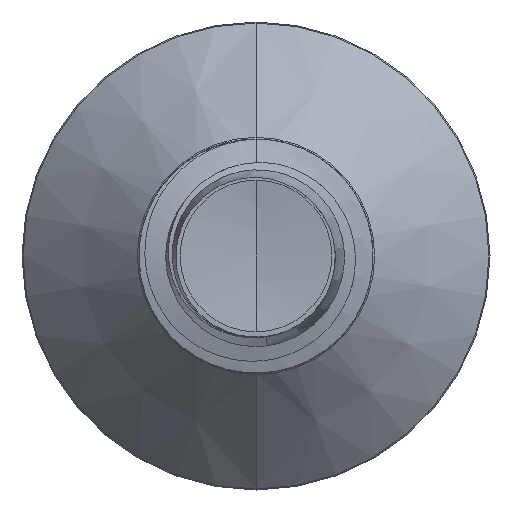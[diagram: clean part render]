
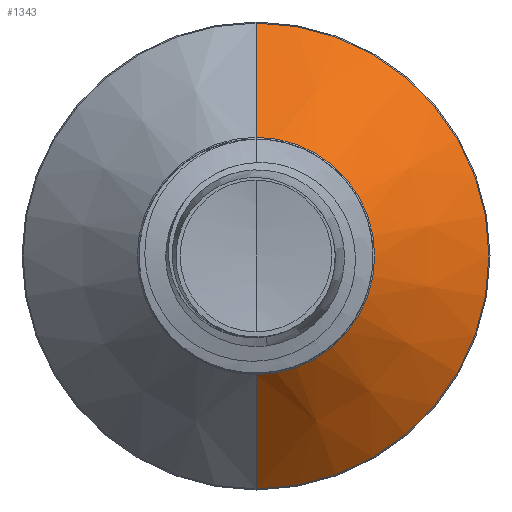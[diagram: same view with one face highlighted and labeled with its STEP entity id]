
A CAD part, front view. The second image highlights one B-rep face of the part: STEP entity #1343.
In plain terms, the highlighted conical face has half-angle 45 degrees and reference radius 1.522 mm.
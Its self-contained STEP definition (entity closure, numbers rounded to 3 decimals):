
#1343 = ADVANCED_FACE ( 'NONE', ( #8479 ), #6046, .T. ) ;
#3441 = CARTESIAN_POINT ( 'NONE',  ( 0., 11.972, 0. ) ) ;
#3743 = VERTEX_POINT ( 'NONE', #10672 ) ;
#5080 = CARTESIAN_POINT ( 'NONE',  ( 0., 11.972, -1.522 ) ) ;
#6046 = CONICAL_SURFACE ( 'NONE', #20907, 1.522, 0.785 ) ;
#6499 = CARTESIAN_POINT ( 'NONE',  ( 0., 11.972, 1.522 ) ) ;
#7286 = CARTESIAN_POINT ( 'NONE',  ( 0., 11.972, -1.522 ) ) ;
#7742 = VERTEX_POINT ( 'NONE', #23117 ) ;
#7788 = VECTOR ( 'NONE', #22971, 1000. ) ;
#8098 = LINE ( 'NONE', #5080, #7788 ) ;
#8479 = FACE_OUTER_BOUND ( 'NONE', #10344, .T. ) ;
#9189 = EDGE_CURVE ( 'NONE', #17711, #3743, #8098, .T. ) ;
#9255 = DIRECTION ( 'NONE',  ( 0., 0.707, 0.707 ) ) ;
#10344 = EDGE_LOOP ( 'NONE', ( #17334, #17636, #18098, #18200 ) ) ;
#10672 = CARTESIAN_POINT ( 'NONE',  ( 0., 13.437, -2.987 ) ) ;
#12057 = EDGE_CURVE ( 'NONE', #24720, #7742, #14583, .T. ) ;
#13642 = EDGE_CURVE ( 'NONE', #24720, #17711, #23543, .T. ) ;
#13730 = CARTESIAN_POINT ( 'NONE',  ( 0., 11.972, 0. ) ) ;
#14583 = LINE ( 'NONE', #19513, #17520 ) ;
#14754 = AXIS2_PLACEMENT_3D ( 'NONE', #13730, #31519, #16300 ) ;
#14953 = CARTESIAN_POINT ( 'NONE',  ( 0., 13.437, 0. ) ) ;
#16300 = DIRECTION ( 'NONE',  ( 0., 0., 1. ) ) ;
#17334 = ORIENTED_EDGE ( 'NONE', *, *, #13642, .T. ) ;
#17497 = DIRECTION ( 'NONE',  ( 0., 0., 1. ) ) ;
#17520 = VECTOR ( 'NONE', #9255, 1000. ) ;
#17636 = ORIENTED_EDGE ( 'NONE', *, *, #9189, .T. ) ;
#17711 = VERTEX_POINT ( 'NONE', #7286 ) ;
#18098 = ORIENTED_EDGE ( 'NONE', *, *, #23025, .F. ) ;
#18200 = ORIENTED_EDGE ( 'NONE', *, *, #12057, .F. ) ;
#19266 = CIRCLE ( 'NONE', #29250, 2.987 ) ;
#19336 = DIRECTION ( 'NONE',  ( 0., 1., 0. ) ) ;
#19513 = CARTESIAN_POINT ( 'NONE',  ( 0., 11.972, 1.522 ) ) ;
#20907 = AXIS2_PLACEMENT_3D ( 'NONE', #3441, #19336, #32703 ) ;
#22971 = DIRECTION ( 'NONE',  ( 0., 0.707, -0.707 ) ) ;
#23025 = EDGE_CURVE ( 'NONE', #7742, #3743, #19266, .T. ) ;
#23117 = CARTESIAN_POINT ( 'NONE',  ( 0., 13.437, 2.987 ) ) ;
#23543 = CIRCLE ( 'NONE', #14754, 1.522 ) ;
#24720 = VERTEX_POINT ( 'NONE', #6499 ) ;
#29250 = AXIS2_PLACEMENT_3D ( 'NONE', #14953, #32749, #17497 ) ;
#31519 = DIRECTION ( 'NONE',  ( 0., 1., 0. ) ) ;
#32703 = DIRECTION ( 'NONE',  ( 0., 0., 1. ) ) ;
#32749 = DIRECTION ( 'NONE',  ( 0., 1., 0. ) ) ;
